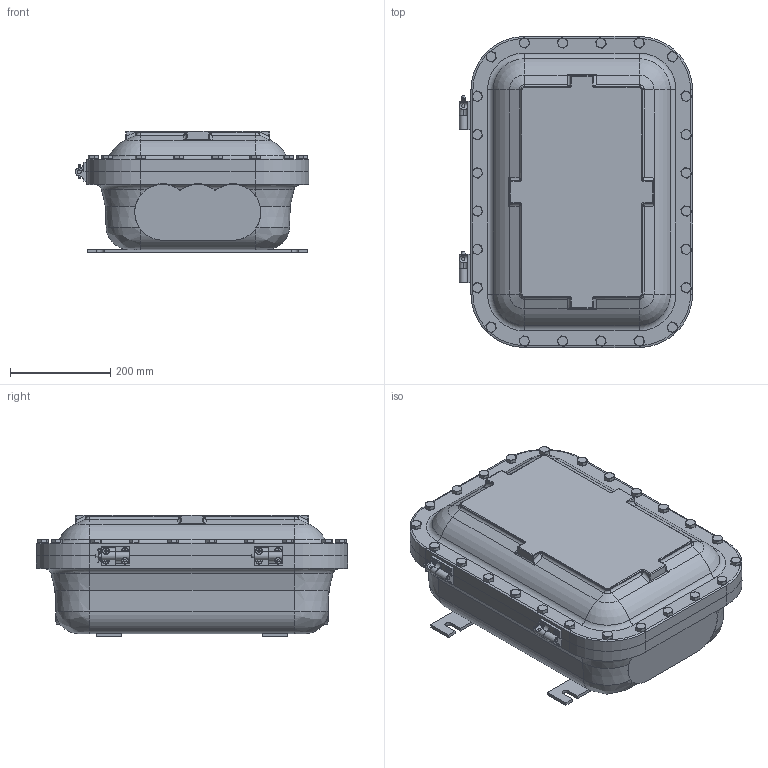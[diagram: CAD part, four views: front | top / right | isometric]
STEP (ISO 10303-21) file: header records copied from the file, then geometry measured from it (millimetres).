
FILE_DESCRIPTION(/* description */ (''),/* implementation_level */ '2;1');
FILE_NAME(/* name */ 'KIL_B7EK.stp',/* time_stamp */ '2018-01-18T10:46:18+05:00',/* author */ ('ypadmaraja'),/* organization */ (''),/* preprocessor_version */ 'ST-DEVELOPER v16.13',/* originating_system */ 'Autodesk Inventor 2018',/* authorisation */ '');
FILE_SCHEMA (('AUTOMOTIVE_DESIGN { 1 0 10303 214 3 1 1 }'));
Length unit declared in the file: inch
Products named in the file (13): B7EK; 19939AAAM; 19939ABAM; 17339; 17137ABAM; 16972AAAB; Hinge 11B; 18094; Hinge 11T; 18095; 18093; SAE J487a - 1/8 x 3/4    Extended Prong Square Cut Type; 18147AABB
Assembly tree (47 placements, depth 3):
  B7EK
    19939AAAM
    19939ABAM
    17339  x24
    17137ABAM  x2
    16972AAAB  x4
    Hinge 11B
      18094
      18093
    Hinge 11T
      18095
      18093
      SAE J487a - 1/8 x 3/4    Extended Prong Square Cut Type
    18147AABB  x8
Bounding box: 464.28 x 619.12 x 242.57 mm (x, y, z)
Volume: 18051712.2 mm3; surface area: 1851025.5 mm2
Topology: 47 solids, 47 shells, 2271 faces, 5740 edges, 3646 vertices
Faces by surface type: plane 1176, cone 458, cylinder 431, bspline 138, torus 52, sphere 16
Full cylindrical faces by diameter (mm): 2.779 x1, 4.978 x4, 5.613 x8, 6.198 x8, 6.746 x8, 7.798 x4, 8.075 x2, 8.077 x4, 9.286 x4, 10.592 x24, 10.719 x4, 11.43 x24, 12.304 x24, 12.418 x8, 12.675 x24, 13.492 x24, 13.494 x4, 15.875 x4, 17.272 x24
Entity records: 34124 total; most frequent: CARTESIAN_POINT 8865, DIRECTION 4938, ORIENTED_EDGE 4806, EDGE_CURVE 2403, AXIS2_PLACEMENT_3D 1869, VERTEX_POINT 1628, EDGE_LOOP 1397, LINE 1200
